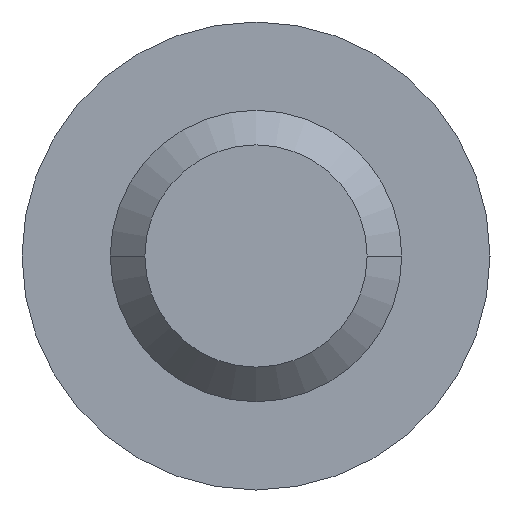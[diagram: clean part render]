
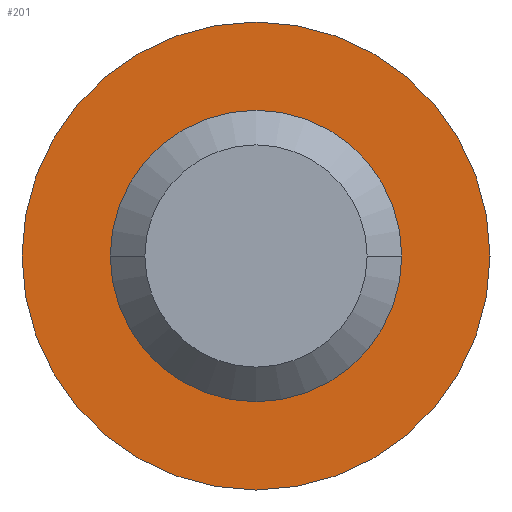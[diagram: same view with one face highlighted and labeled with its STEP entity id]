
A CAD part, left-side view. The second image highlights one B-rep face of the part: STEP entity #201.
In plain terms, the highlighted planar face has unit normal (-1, 0, 0).
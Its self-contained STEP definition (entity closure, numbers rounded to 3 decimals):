
#38=CARTESIAN_POINT('',(0.,0.,0.));
#39=DIRECTION('',(1.,0.,0.));
#40=DIRECTION('',(0.,1.,0.));
#41=AXIS2_PLACEMENT_3D('',#38,#39,#40);
#43=CARTESIAN_POINT('',(0.,0.,0.));
#44=DIRECTION('',(-1.,0.,0.));
#45=DIRECTION('',(0.,1.,0.));
#46=AXIS2_PLACEMENT_3D('',#43,#44,#45);
#56=CARTESIAN_POINT('',(0.,0.,0.));
#57=DIRECTION('',(-1.,0.,0.));
#58=DIRECTION('',(0.,1.,0.));
#59=AXIS2_PLACEMENT_3D('',#56,#57,#58);
#61=CARTESIAN_POINT('',(0.,0.,0.));
#62=DIRECTION('',(1.,0.,0.));
#63=DIRECTION('',(0.,1.,0.));
#64=AXIS2_PLACEMENT_3D('',#61,#62,#63);
#98=CARTESIAN_POINT('',(0.,1.69,0.));
#99=VERTEX_POINT('',#98);
#100=CARTESIAN_POINT('',(0.,1.053,0.));
#102=VERTEX_POINT('',#100);
#110=CARTESIAN_POINT('',(0.,-1.69,0.));
#111=VERTEX_POINT('',#110);
#112=CARTESIAN_POINT('',(0.,-1.053,0.));
#114=VERTEX_POINT('',#112);
#186=CARTESIAN_POINT('',(0.,0.,0.));
#187=DIRECTION('',(1.,0.,0.));
#188=DIRECTION('',(0.,-1.,0.));
#189=AXIS2_PLACEMENT_3D('',#186,#187,#188);
#190=PLANE('',#189);
#191=ORIENTED_EDGE('',*,*,#168,.T.);
#192=ORIENTED_EDGE('',*,*,#179,.F.);
#193=EDGE_LOOP('',(#191,#192));
#194=FACE_OUTER_BOUND('',#193,.F.);
#196=ORIENTED_EDGE('',*,*,#195,.T.);
#198=ORIENTED_EDGE('',*,*,#197,.F.);
#199=EDGE_LOOP('',(#196,#198));
#200=FACE_BOUND('',#199,.F.);
#201=ADVANCED_FACE('',(#194,#200),#190,.F.);
#42=CIRCLE('',#41,1.69);
#47=CIRCLE('',#46,1.69);
#60=CIRCLE('',#59,1.053);
#65=CIRCLE('',#64,1.053);
#168=EDGE_CURVE('',#99,#111,#42,.T.);
#179=EDGE_CURVE('',#99,#111,#47,.T.);
#195=EDGE_CURVE('',#102,#114,#60,.T.);
#197=EDGE_CURVE('',#102,#114,#65,.T.);
